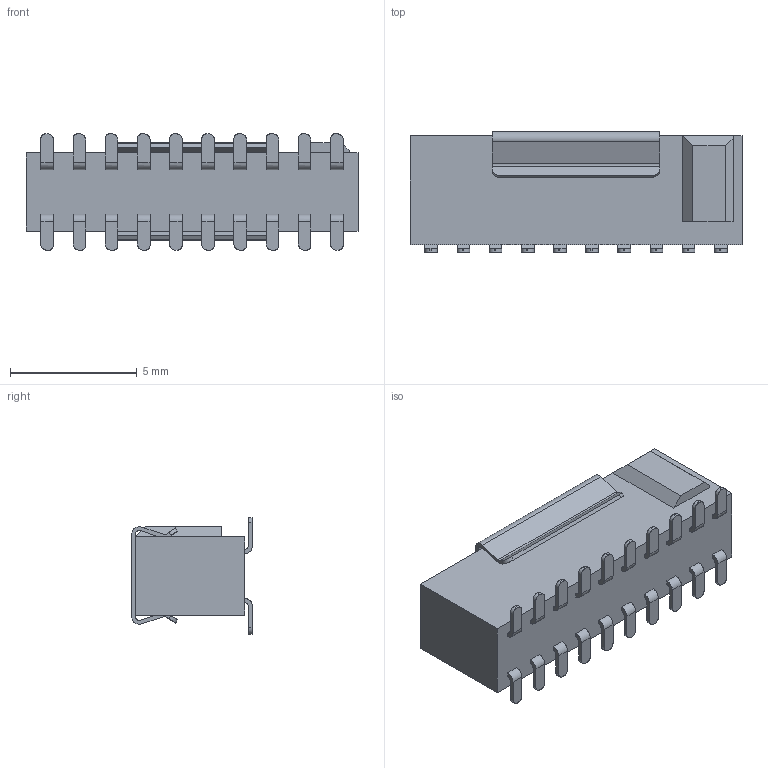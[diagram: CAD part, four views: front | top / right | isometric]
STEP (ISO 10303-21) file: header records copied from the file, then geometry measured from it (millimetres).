
FILE_DESCRIPTION( ('This file contains a STEP AP42 implementation' ,'as created by ZW3D STEP Interface translator.') ,'2;1' );
FILE_NAME( '2344-2XXMXXCUNX5.stp' ,'23 411. 94652', (''), ('ZWCAD Software Co.'), 'Version 1.0', 'ZW3D to STEP translator', '' );
FILE_SCHEMA(('AUTOMOTIVE_DESIGN { 1 0 10303 214 1 1 1 1 }'));
Length unit declared in the file: millimetre
Products named in the file (2): 0; 2344-210mxxcunx5
Bounding box: 13.1 x 4.76 x 4.6 mm (x, y, z)
Volume: 139.7 mm3; surface area: 878.4 mm2
Topology: 1 solids, 9 shells, 2152 faces, 6174 edges, 4026 vertices
Faces by surface type: plane 1341, cylinder 560, bspline 251
Entity records: 95157 total; most frequent: CARTESIAN_POINT 48844, ORIENTED_EDGE 12348, EDGE_CURVE 6174, B_SPLINE_CURVE_WITH_KNOTS 5698, DIRECTION 4288, VERTEX_POINT 4026, EDGE_LOOP 2302, FACE_OUTER_BOUND 2152
